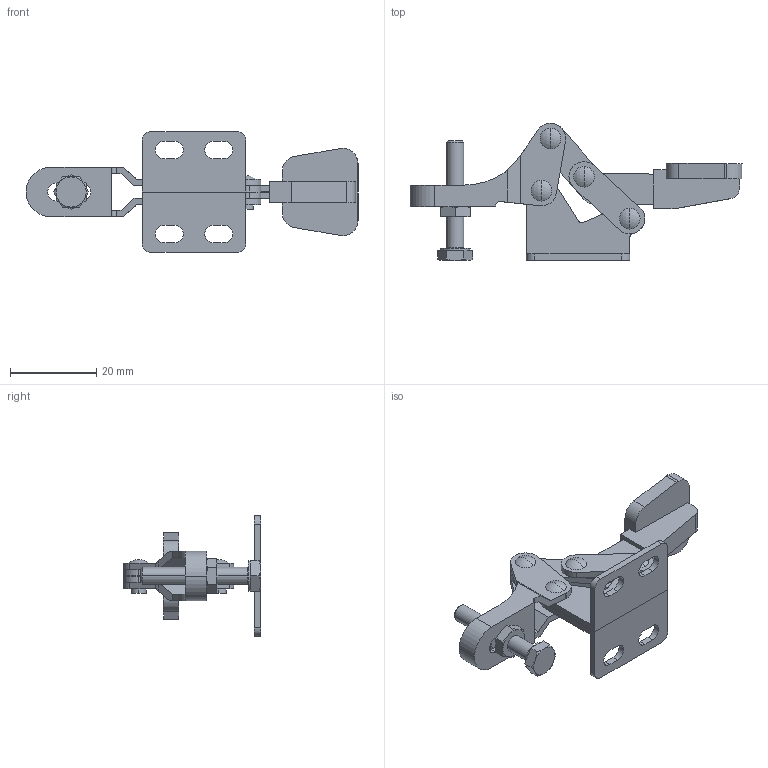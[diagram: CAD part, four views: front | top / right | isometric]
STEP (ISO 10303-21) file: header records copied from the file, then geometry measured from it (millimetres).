
FILE_DESCRIPTION (( 'STEP AP214' ), '1' );
FILE_NAME ('GH-20800-SS(Â²¤Æ)-1.STEP', '2020-07-16T03:34:29', ( 'LinWei' ), ( '' ), 'SwSTEP 2.0', 'SolidWorks 2016', '' );
FILE_SCHEMA (( 'AUTOMOTIVE_DESIGN' ));
Length unit declared in the file: millimetre
Products named in the file (6): 12080001-1^GH-20800-SS(簡化)-1; Group4^GH-20800-SS(簡化)-1; Group3^GH-20800-SS(簡化)-1; Group2^GH-20800-SS(簡化)-1; GH-20800-SS(簡化)-1; Group1^GH-20800-SS(簡化)
Assembly tree (5 placements, depth 2):
  GH-20800-SS(簡化)-1
    Group2^GH-20800-SS(簡化)-1
    Group3^GH-20800-SS(簡化)-1
    Group4^GH-20800-SS(簡化)-1
    12080001-1^GH-20800-SS(簡化)-1
    Group1^GH-20800-SS(簡化)
Bounding box: 77.03 x 31.8 x 28 mm (x, y, z)
Volume: 6398.2 mm3; surface area: 7717.1 mm2
Topology: 5 solids, 5 shells, 265 faces, 664 edges, 426 vertices
Faces by surface type: plane 120, cylinder 103, cone 32, sphere 8, bspline 2
Entity records: 9165 total; most frequent: CARTESIAN_POINT 1735, DIRECTION 1393, ORIENTED_EDGE 1328, EDGE_CURVE 664, AXIS2_PLACEMENT_3D 522, VERTEX_POINT 426, VECTOR 349, LINE 349
